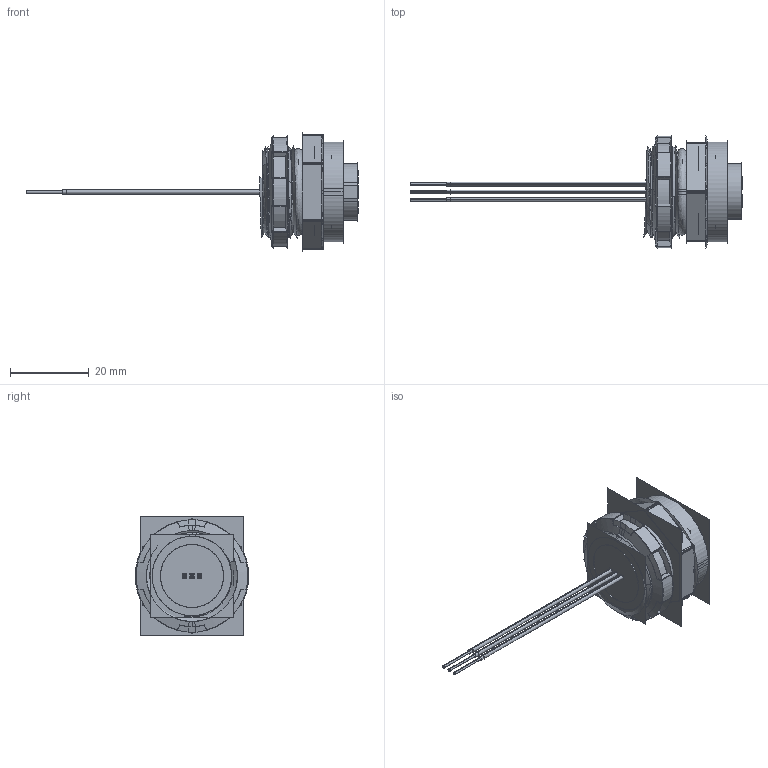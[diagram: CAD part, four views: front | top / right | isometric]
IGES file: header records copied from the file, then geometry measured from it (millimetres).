
Start section:  PTC IGES file: 250143_sm01.igs
Global section: file name: 250143_sm01.igs; native system: Creo Parametric by PTC Inc.; preprocessor: 2022414; author: banengservice; organization: Unknown; date: 20260401.100548; units: millimetre
Bounding box: 84.34 x 28.91 x 30 mm (x, y, z)
Volume: 8006.8 mm3; surface area: 33373.5 mm2
Topology: 4 solids, 4 shells, 454 faces, 2244 edges, 2865 vertices
Faces by surface type: revolution 308, bspline 146
